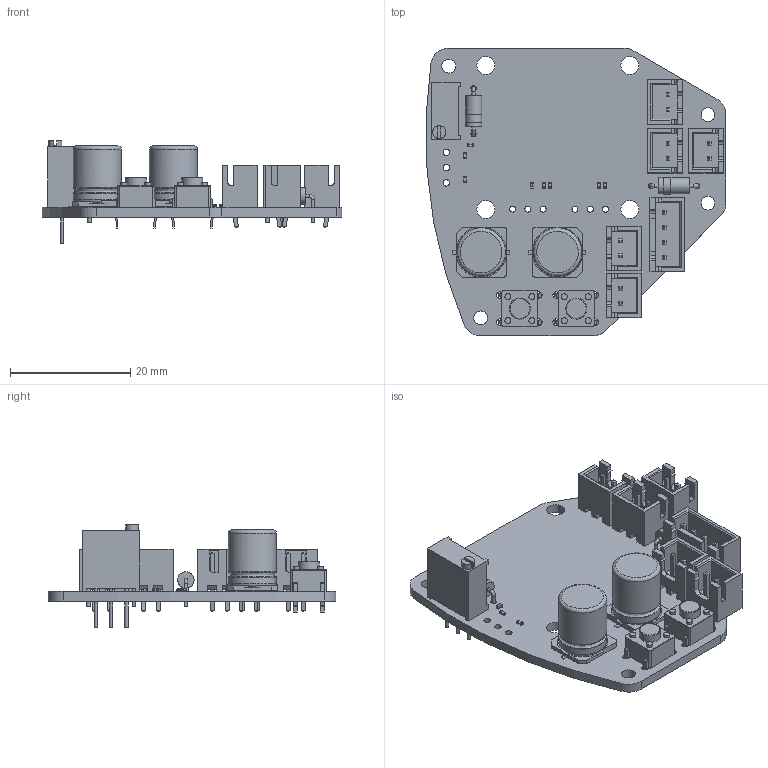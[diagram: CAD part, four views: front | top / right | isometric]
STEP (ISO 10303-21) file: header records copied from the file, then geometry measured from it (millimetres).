
FILE_DESCRIPTION(('KiCad electronic assembly'),'2;1');
FILE_NAME('Kicking_Unit.step','2023-07-20T00:31:23',('Pcbnew'),('Kicad') ,'Open CASCADE STEP processor 7.6','KiCad to STEP converter','Unknown' );
FILE_SCHEMA(('AUTOMOTIVE_DESIGN { 1 0 10303 214 1 1 1 1 }'));
Length unit declared in the file: millimetre
Products named in the file (18): Kicking_Unit 1; R_0402_1005Metric; SOLID; C_0402_1005Metric; Potentiometer_Bourns_3296W_Vertical; JST_XH_B4B-XH-A_1x04_P2.50mm_Vertical; D_A-405_P7.62mm_Horizontal; JST_XH_B2B-XH-A_1x02_P2.50mm_Vertical; C_Elec_8x10.2; COMPOUND; SW_PUSH_6mm_H5mm; Kicking_Unit PCB
Assembly tree (30 placements, depth 3):
  Kicking_Unit 1
    R_0402_1005Metric  x6
      SOLID
    C_0402_1005Metric  x2
      SOLID
    Potentiometer_Bourns_3296W_Vertical
      SOLID
    JST_XH_B4B-XH-A_1x04_P2.50mm_Vertical
      SOLID
    D_A-405_P7.62mm_Horizontal  x2
      SOLID
    JST_XH_B2B-XH-A_1x02_P2.50mm_Vertical  x5
      SOLID
    C_Elec_8x10.2  x2
      COMPOUND
    SW_PUSH_6mm_H5mm  x2
      SOLID
    Kicking_Unit PCB
Bounding box: 49.95 x 47.92 x 17.07 mm (x, y, z)
Volume: 5941.5 mm3; surface area: 8932.6 mm2
Topology: 24 solids, 24 shells, 1224 faces, 3198 edges, 2078 vertices
Faces by surface type: bspline 1152, cylinder 57, plane 15
Full cylindrical faces by diameter (mm): 0.8 x3, 0.9 x4, 0.95 x4, 1 x16, 1.09 x3, 1.1 x8, 2.3 x4
Entity records: 37195 total; most frequent: CARTESIAN_POINT 13511, B_SPLINE_CURVE_WITH_KNOTS 3299, ORIENTED_EDGE 2864, PCURVE 2864, DEFINITIONAL_REPRESENTATION 2864, EDGE_CURVE 1432, SURFACE_CURVE 1363, VERTEX_POINT 931
